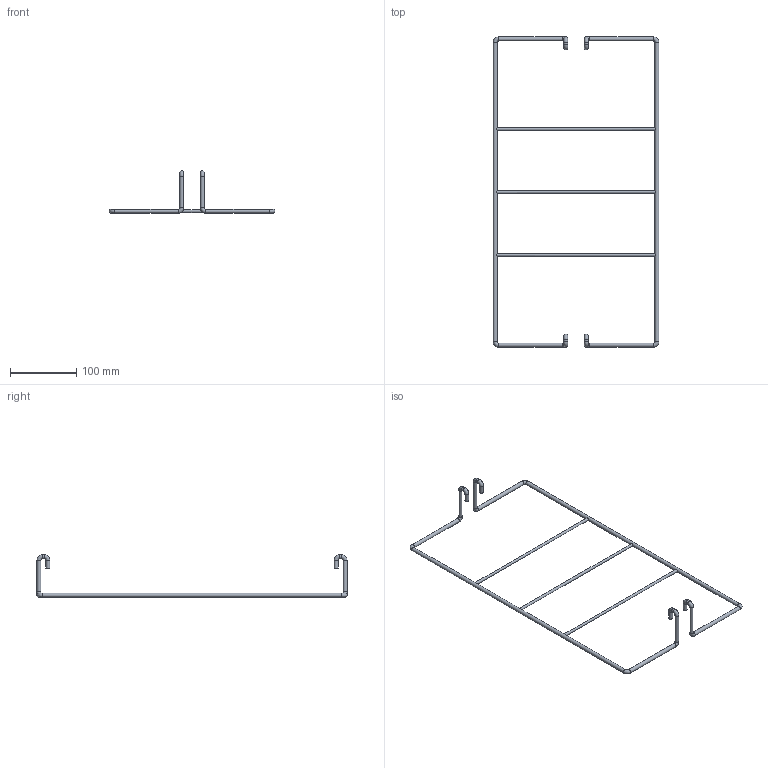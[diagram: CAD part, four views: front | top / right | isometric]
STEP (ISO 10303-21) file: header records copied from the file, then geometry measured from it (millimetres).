
FILE_DESCRIPTION(/* description */ (''),/* implementation_level */ '2;1');
FILE_NAME(/* name */ '3D_100-1237-XX.sat.ipt.stp',/* time_stamp */ '2022-07-18T16:46:57+02:00',/* author */ (''),/* organization */ (''),/* preprocessor_version */ 'ST-DEVELOPER v18.1',/* originating_system */ 'Autodesk Inventor 2021',/* authorisation */ '');
FILE_SCHEMA (('CONFIG_CONTROL_DESIGN'));
Length unit declared in the file: millimetre
Products named in the file (1): 3D_100-1237-XX.sat
Bounding box: 250 x 468 x 64 mm (x, y, z)
Volume: 56273.3 mm3; surface area: 40531.2 mm2
Topology: 1 solids, 1 shells, 45 faces, 107 edges, 60 vertices
Faces by surface type: cylinder 21, torus 16, cone 4, plane 4
Full cylindrical faces by diameter (mm): 4 x3, 6 x18
Entity records: 1582 total; most frequent: CARTESIAN_POINT 423, DIRECTION 251, ORIENTED_EDGE 214, AXIS2_PLACEMENT_3D 110, EDGE_CURVE 107, CIRCLE 64, VERTEX_POINT 60, STYLED_ITEM 46
